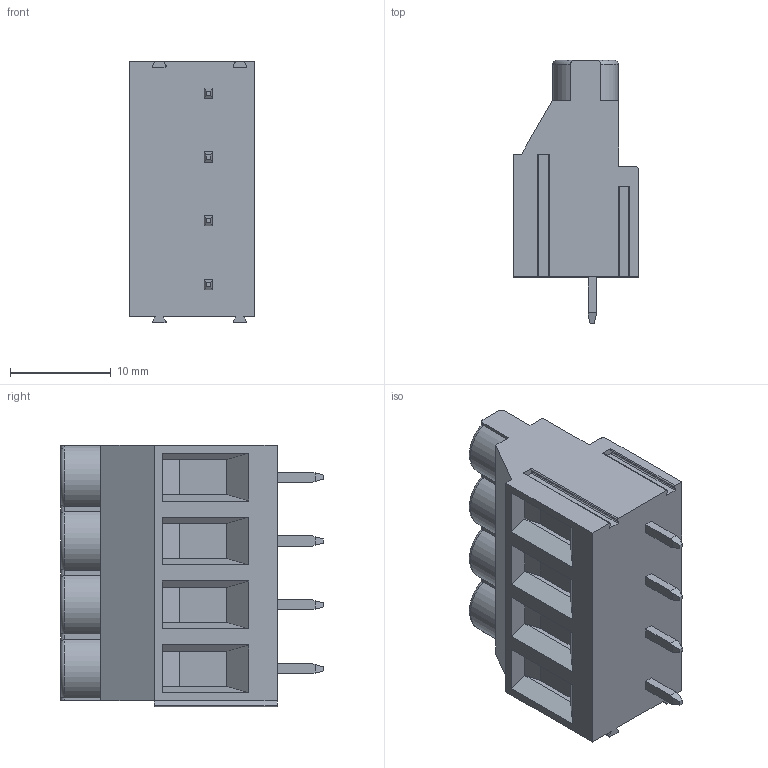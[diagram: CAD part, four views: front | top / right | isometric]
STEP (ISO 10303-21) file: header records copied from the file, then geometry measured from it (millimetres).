
FILE_DESCRIPTION((''),'2;1');
FILE_NAME('TL901V-XXP-XC','2024-12-11T',('yanfa'),(''),'PRO/ENGINEER BY PARAMETRIC TECHNOLOGY CORPORATION, 2009280','PRO/ENGINEER BY PARAMETRIC TECHNOLOGY CORPORATION, 2009280','');
FILE_SCHEMA(('AUTOMOTIVE_DESIGN_CC2 { 1 2 10303 214 -1 1 5 2 }'));
Length unit declared in the file: millimetre
Products named in the file (1): TL901V-XXP-XC
Bounding box: 12.5 x 26.1 x 26 mm (x, y, z)
Volume: 4972.8 mm3; surface area: 2643.3 mm2
Topology: 1 solids, 1 shells, 265 faces, 689 edges, 438 vertices
Faces by surface type: plane 170, cylinder 63, torus 16, cone 16
Entity records: 8227 total; most frequent: CARTESIAN_POINT 1618, ORIENTED_EDGE 1378, DIRECTION 1329, EDGE_CURVE 689, VECTOR 515, LINE 515, VERTEX_POINT 438, AXIS2_PLACEMENT_3D 407
